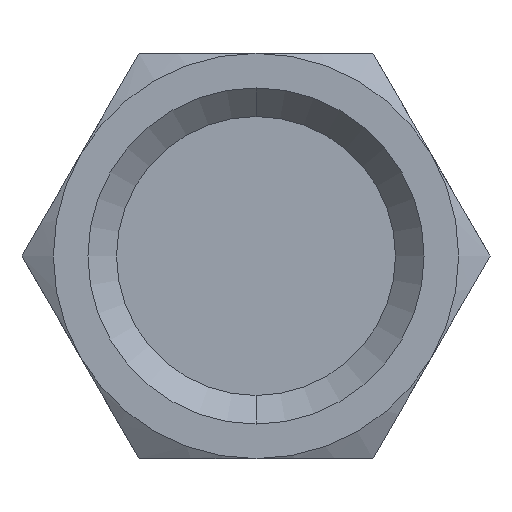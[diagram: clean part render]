
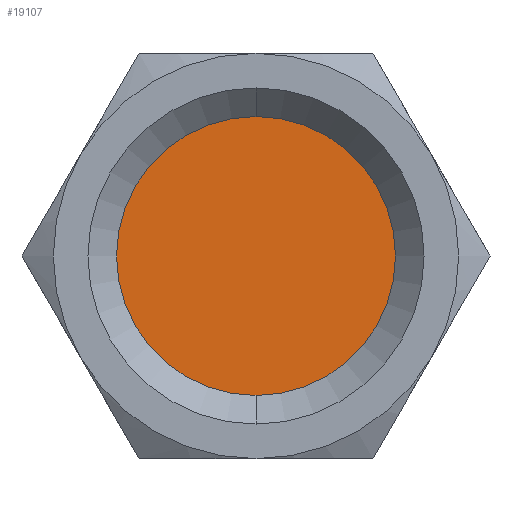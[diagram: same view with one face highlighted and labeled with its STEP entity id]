
A CAD part, front view. The second image highlights one B-rep face of the part: STEP entity #19107.
In plain terms, the highlighted planar face has unit normal (0, -1, 0).
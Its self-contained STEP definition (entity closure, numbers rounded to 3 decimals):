
#20 = EDGE_CURVE ( 'NONE', #2415, #2402, #1044, .T. ) ;
#1027 = ORIENTED_EDGE ( 'NONE', *, *, #16993, .F. ) ;
#1028 = ORIENTED_EDGE ( 'NONE', *, *, #20, .F. ) ;
#1044 = CIRCLE ( 'NONE', #16851, 5.85 ) ;
#2402 = VERTEX_POINT ( 'NONE', #14895 ) ;
#2415 = VERTEX_POINT ( 'NONE', #14889 ) ;
#2953 = PLANE ( 'NONE',  #11219 ) ;
#2961 = CARTESIAN_POINT ( 'NONE',  ( 0., 1.908, 0. ) ) ;
#2962 = DIRECTION ( 'NONE',  ( 0., -1., 0. ) ) ;
#2963 = DIRECTION ( 'NONE',  ( 0., 0., -1. ) ) ;
#3473 = CARTESIAN_POINT ( 'NONE',  ( 0., 1.908, 0. ) ) ;
#3474 = DIRECTION ( 'NONE',  ( 0., 1., 0. ) ) ;
#3475 = DIRECTION ( 'NONE',  ( 0., 0., -1. ) ) ;
#4984 = FACE_OUTER_BOUND ( 'NONE', #16081, .T. ) ;
#11219 = AXIS2_PLACEMENT_3D ( 'NONE', #2961, #2962, #2963 ) ;
#11252 = AXIS2_PLACEMENT_3D ( 'NONE', #3473, #3474, #3475 ) ;
#14889 = CARTESIAN_POINT ( 'NONE',  ( 0., 1.908, 5.85 ) ) ;
#14895 = CARTESIAN_POINT ( 'NONE',  ( 0., 1.908, -5.85 ) ) ;
#15017 = DIRECTION ( 'NONE',  ( 0., 0., -1. ) ) ;
#15018 = DIRECTION ( 'NONE',  ( 0., 1., 0. ) ) ;
#15019 = CARTESIAN_POINT ( 'NONE',  ( 0., 1.908, 0. ) ) ;
#16081 = EDGE_LOOP ( 'NONE', ( #1027, #1028 ) ) ;
#16215 = CIRCLE ( 'NONE', #11252, 5.85 ) ;
#16851 = AXIS2_PLACEMENT_3D ( 'NONE', #15019, #15018, #15017 ) ;
#16993 = EDGE_CURVE ( 'NONE', #2402, #2415, #16215, .T. ) ;
#19107 = ADVANCED_FACE ( 'NONE', ( #4984 ), #2953, .T. ) ;
